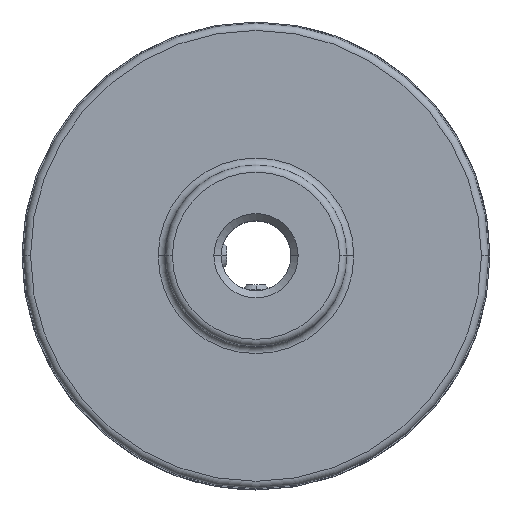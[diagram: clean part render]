
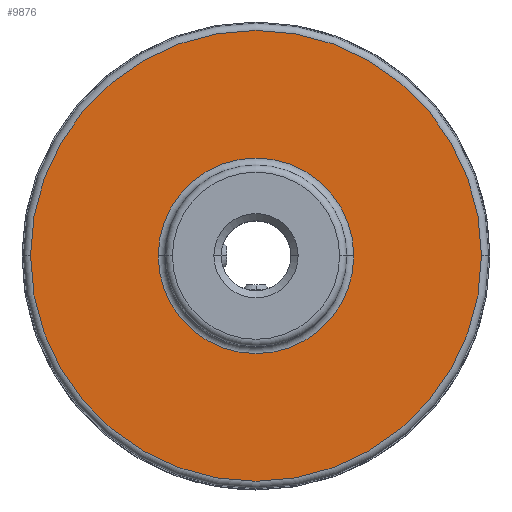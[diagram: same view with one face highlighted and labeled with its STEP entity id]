
A CAD part, top view. The second image highlights one B-rep face of the part: STEP entity #9876.
In plain terms, the highlighted planar face has unit normal (0, 0, 1).
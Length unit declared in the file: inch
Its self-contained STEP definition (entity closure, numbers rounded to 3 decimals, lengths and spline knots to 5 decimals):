
#362 = DIRECTION ( 'NONE',  ( -1., 0., 0. ) ) ;
#784 = EDGE_LOOP ( 'NONE', ( #6771, #5072 ) ) ;
#838 = EDGE_CURVE ( 'NONE', #4108, #1997, #5702, .T. ) ;
#915 = VERTEX_POINT ( 'NONE', #2970 ) ;
#923 = DIRECTION ( 'NONE',  ( -1., 0., 0. ) ) ;
#980 = DIRECTION ( 'NONE',  ( 0., 0., -1. ) ) ;
#1069 = CARTESIAN_POINT ( 'NONE',  ( -0.275, 0., 0.032 ) ) ;
#1271 = CARTESIAN_POINT ( 'NONE',  ( -0.634, 0., 0.032 ) ) ;
#1335 = DIRECTION ( 'NONE',  ( -1., 0., 0. ) ) ;
#1997 = VERTEX_POINT ( 'NONE', #1271 ) ;
#2015 = EDGE_CURVE ( 'NONE', #915, #5028, #7366, .T. ) ;
#2245 = DIRECTION ( 'NONE',  ( 0., 0., -1. ) ) ;
#2601 = AXIS2_PLACEMENT_3D ( 'NONE', #9102, #5782, #3100 ) ;
#2970 = CARTESIAN_POINT ( 'NONE',  ( 0.275, 0., 0.032 ) ) ;
#3100 = DIRECTION ( 'NONE',  ( -1., 0., 0. ) ) ;
#4108 = VERTEX_POINT ( 'NONE', #9439 ) ;
#4292 = EDGE_CURVE ( 'NONE', #5028, #915, #7065, .T. ) ;
#5028 = VERTEX_POINT ( 'NONE', #1069 ) ;
#5072 = ORIENTED_EDGE ( 'NONE', *, *, #2015, .T. ) ;
#5466 = CARTESIAN_POINT ( 'NONE',  ( 0., 0., 0.032 ) ) ;
#5490 = EDGE_CURVE ( 'NONE', #1997, #4108, #9502, .T. ) ;
#5553 = AXIS2_PLACEMENT_3D ( 'NONE', #7815, #2245, #362 ) ;
#5702 = CIRCLE ( 'NONE', #6337, 0.634 ) ;
#5782 = DIRECTION ( 'NONE',  ( 0., 0., -1. ) ) ;
#5919 = FACE_OUTER_BOUND ( 'NONE', #5974, .T. ) ;
#5974 = EDGE_LOOP ( 'NONE', ( #7363, #7018 ) ) ;
#6049 = DIRECTION ( 'NONE',  ( 0., 0., 1. ) ) ;
#6178 = DIRECTION ( 'NONE',  ( -1., 0., 0. ) ) ;
#6309 = AXIS2_PLACEMENT_3D ( 'NONE', #10360, #980, #6178 ) ;
#6337 = AXIS2_PLACEMENT_3D ( 'NONE', #5466, #10746, #1335 ) ;
#6771 = ORIENTED_EDGE ( 'NONE', *, *, #4292, .T. ) ;
#7018 = ORIENTED_EDGE ( 'NONE', *, *, #838, .T. ) ;
#7065 = CIRCLE ( 'NONE', #6309, 0.275 ) ;
#7363 = ORIENTED_EDGE ( 'NONE', *, *, #5490, .T. ) ;
#7366 = CIRCLE ( 'NONE', #2601, 0.275 ) ;
#7815 = CARTESIAN_POINT ( 'NONE',  ( 0., 0., 0.032 ) ) ;
#8375 = PLANE ( 'NONE',  #5553 ) ;
#8555 = CARTESIAN_POINT ( 'NONE',  ( 0., 0., 0.032 ) ) ;
#8764 = FACE_BOUND ( 'NONE', #784, .T. ) ;
#9102 = CARTESIAN_POINT ( 'NONE',  ( 0., 0., 0.032 ) ) ;
#9368 = AXIS2_PLACEMENT_3D ( 'NONE', #8555, #6049, #923 ) ;
#9439 = CARTESIAN_POINT ( 'NONE',  ( 0.634, 0., 0.032 ) ) ;
#9502 = CIRCLE ( 'NONE', #9368, 0.634 ) ;
#9876 = ADVANCED_FACE ( 'NONE', ( #8764, #5919 ), #8375, .F. ) ;
#10360 = CARTESIAN_POINT ( 'NONE',  ( 0., 0., 0.032 ) ) ;
#10746 = DIRECTION ( 'NONE',  ( 0., 0., 1. ) ) ;
